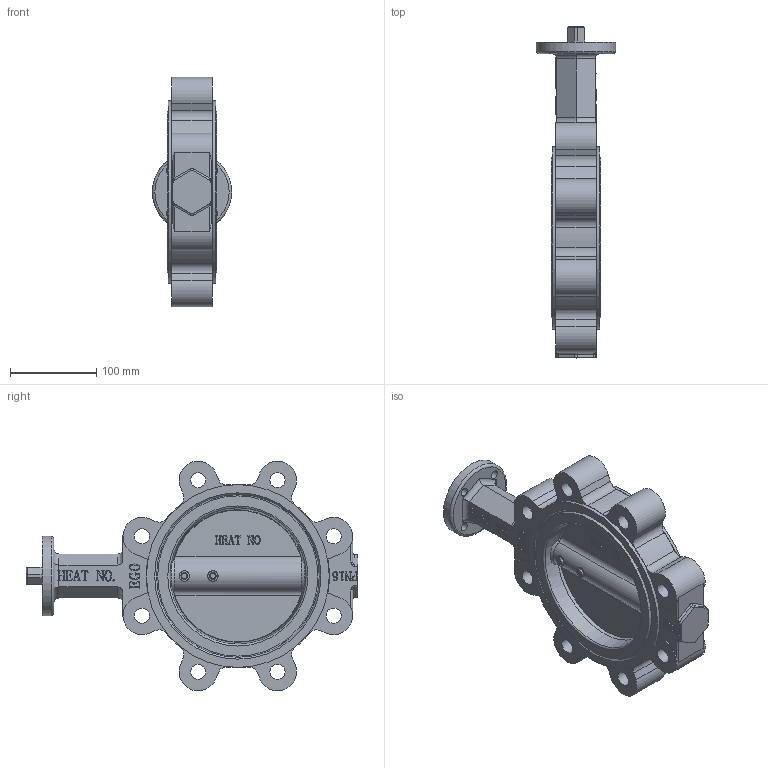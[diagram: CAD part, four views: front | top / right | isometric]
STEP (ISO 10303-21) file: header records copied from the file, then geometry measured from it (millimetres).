
FILE_DESCRIPTION(/* description */ (''),/* implementation_level */ '2;1');
FILE_NAME(/* name */ 'DN150 LUG.stp',/* time_stamp */ '2019-09-11T12:02:37+02:00',/* author */ ('A8711351'),/* organization */ (''),/* preprocessor_version */ 'ST-DEVELOPER v18',/* originating_system */ 'Autodesk Inventor 2020',/* authorisation */ '');
FILE_SCHEMA (('AUTOMOTIVE_DESIGN { 1 0 10303 214 3 1 1 }'));
Products named in the file (8): Î¦+õ¦Õ1; 2.SEAT; 3.DISC; 4.SHAFT; 7.BUSHING; 8.NAME PLATE; 1.BODY L; 5.PIN
Assembly tree (8 placements, depth 2):
  Î¦+õ¦Õ1
    2.SEAT
    3.DISC
    4.SHAFT
    7.BUSHING
    5.PIN  x2
    8.NAME PLATE
    1.BODY L
Bounding box: 92 x 384 x 265.69 mm (x, y, z)
Volume: 1995847.8 mm3; surface area: 347663.5 mm2
Topology: 8 solids, 8 shells, 1219 faces, 4597 edges, 3556 vertices
Faces by surface type: plane 720, bspline 357, cylinder 110, cone 18, torus 12, sphere 2
Full cylindrical faces by diameter (mm): 10 x4, 17.5 x8, 18.92 x1, 19.05 x2, 23.8 x3, 55 x1, 92 x1, 185.4 x2, 188.4 x2, 211.4 x2
Entity records: 87865 total; most frequent: CARTESIAN_POINT 51160, ORIENTED_EDGE 9160, DIRECTION 5200, EDGE_CURVE 4580, VERTEX_POINT 3549, LINE 2800, VECTOR 2800, B_SPLINE_CURVE_WITH_KNOTS 1438
